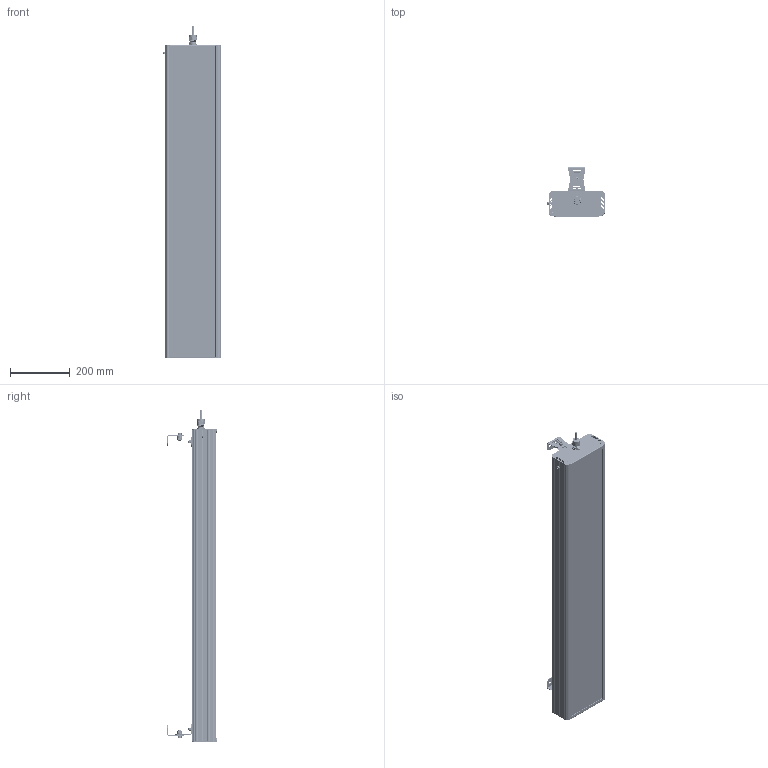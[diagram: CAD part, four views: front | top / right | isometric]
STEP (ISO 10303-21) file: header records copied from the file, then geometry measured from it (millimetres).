
FILE_DESCRIPTION(('STEP AP214'), '1');
FILE_NAME('001.0096.42.000 - ÃÑÏ-Ýêñòðà-Îïòèê-2Åõ-220', '', ('UNSPECIFIED'), ('UNSPECIFIED'), 'C3D Converter', 'C3D Toolkit', '');
FILE_SCHEMA(('AUTOMOTIVE_DESIGN { 1 0 10303 214 3 1 1}'));
Length unit declared in the file: millimetre
Products named in the file (36): 001.0096.42.000; 001.0065.01.000
Assembly tree (80 placements, depth 4):
  001.0096.42.000
    (unnamed)
      (unnamed)
      (unnamed)
      (unnamed)
      (unnamed)
      (unnamed)
      (unnamed)
      (unnamed)
      (unnamed)  x6
      (unnamed)  x6
      (unnamed)
      (unnamed)
      (unnamed)  x22
        (unnamed)
        (unnamed)
        (unnamed)
        (unnamed)
        (unnamed)
        (unnamed)
        (unnamed)
        (unnamed)
        (unnamed)
        (unnamed)
      (unnamed)
        (unnamed)
    001.0065.01.000  x2
      (unnamed)
      (unnamed)
      (unnamed)
      (unnamed)
      (unnamed)
      (unnamed)
      (unnamed)
      (unnamed)
      (unnamed)
Bounding box: 192.43 x 164.62 x 1114 mm (x, y, z)
Volume: 3491502.4 mm3; surface area: 2588450.4 mm2
Topology: 769 solids, 769 shells, 10005 faces, 22101 edges, 14678 vertices
Faces by surface type: plane 7216, cylinder 2236, bspline 371, cone 157, sphere 22, torus 3
Full cylindrical faces by diameter (mm): 1 x22, 2 x44, 2.5 x88, 2.8 x550, 3.2 x22, 3.5 x132, 4 x13, 5 x2, 6 x5, 6.375 x2, 7 x2, 8 x16, 8.5 x8, 9 x286, 10 x1, 12 x2, 12.5 x1, 13 x1, 13.333 x2, 16 x5, 17 x1, 18 x1, 18.5 x1, 19 x1, 20 x1, 21.5 x1, 22 x2, 25.5 x1
Entity records: 104160 total; most frequent: CARTESIAN_POINT 49657, DIRECTION 8370, ORIENTED_EDGE 7082, EDGE_CURVE 3541, AXIS2_PLACEMENT_3D 3025, VERTEX_POINT 2431, COLOUR_RGB 2371, PRESENTATION_STYLE_ASSIGNMENT 2371
